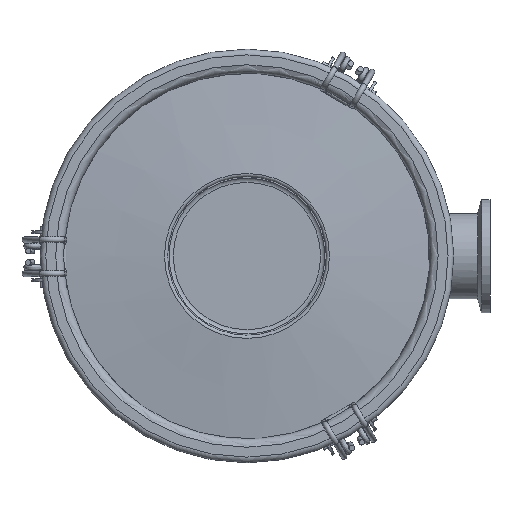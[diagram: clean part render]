
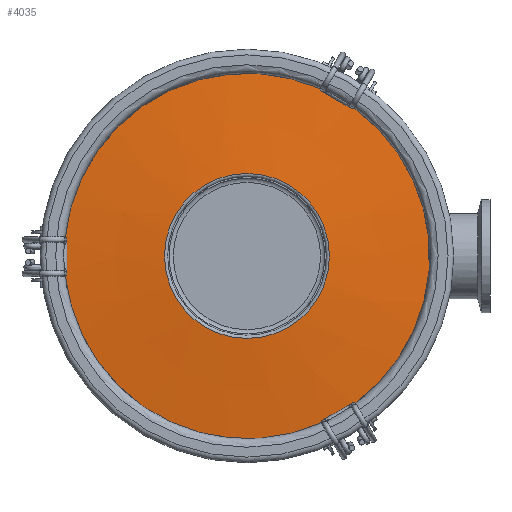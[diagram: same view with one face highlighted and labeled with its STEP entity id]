
A CAD part, top view. The second image highlights one B-rep face of the part: STEP entity #4035.
In plain terms, the highlighted conical face has half-angle 83.92 degrees and reference radius 46.803 mm.
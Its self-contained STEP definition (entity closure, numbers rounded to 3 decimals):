
#1547=CARTESIAN_POINT('',(37.464,52.504,85.262));
#1548=VERTEX_POINT('',#1547);
#1566=CARTESIAN_POINT('',(36.952,52.502,85.294));
#1567=VERTEX_POINT('',#1566);
#1575=CARTESIAN_POINT('',(37.464,52.504,85.262));
#1576=CARTESIAN_POINT('',(37.419,52.479,85.267));
#1577=CARTESIAN_POINT('',(37.371,52.46,85.272));
#1578=CARTESIAN_POINT('',(37.272,52.438,85.28));
#1579=CARTESIAN_POINT('',(37.209,52.433,85.284));
#1580=CARTESIAN_POINT('',(37.089,52.445,85.29));
#1581=CARTESIAN_POINT('',(37.014,52.468,85.293));
#1582=CARTESIAN_POINT('',(36.952,52.502,85.294));
#1583=B_SPLINE_CURVE_WITH_KNOTS('',3,(#1575,#1576,#1577,#1578,#1579,#1580,#1581,#1582),.UNSPECIFIED.,.F.,.U.,(4,2,2,4),(0.178,0.192,0.208,0.228),.UNSPECIFIED.);
#1584=EDGE_CURVE('',#1548,#1567,#1583,.T.);
#1603=CARTESIAN_POINT('',(26.317,58.887,85.262));
#1604=VERTEX_POINT('',#1603);
#1620=CARTESIAN_POINT('',(26.563,58.509,85.288));
#1621=VERTEX_POINT('',#1620);
#1622=CARTESIAN_POINT('',(26.563,58.509,85.288));
#1623=CARTESIAN_POINT('',(26.504,58.544,85.287));
#1624=CARTESIAN_POINT('',(26.449,58.596,85.285));
#1625=CARTESIAN_POINT('',(26.381,58.691,85.278));
#1626=CARTESIAN_POINT('',(26.353,58.746,85.274));
#1627=CARTESIAN_POINT('',(26.328,58.824,85.268));
#1628=CARTESIAN_POINT('',(26.321,58.855,85.265));
#1629=CARTESIAN_POINT('',(26.317,58.887,85.262));
#1630=B_SPLINE_CURVE_WITH_KNOTS('',3,(#1622,#1623,#1624,#1625,#1626,#1627,#1628,#1629),.UNSPECIFIED.,.F.,.U.,(4,2,2,4),(0.235,0.255,0.271,0.28),.UNSPECIFIED.);
#1631=EDGE_CURVE('',#1621,#1604,#1630,.T.);
#1660=CARTESIAN_POINT('',(36.952,52.502,85.294));
#1661=CARTESIAN_POINT('',(35.221,53.468,85.316));
#1662=CARTESIAN_POINT('',(33.52,54.438,85.326));
#1663=CARTESIAN_POINT('',(30.253,56.325,85.326));
#1664=CARTESIAN_POINT('',(28.409,57.403,85.314));
#1665=CARTESIAN_POINT('',(26.563,58.509,85.288));
#1666=B_SPLINE_CURVE_WITH_KNOTS('',3,(#1660,#1661,#1662,#1663,#1664,#1665),.UNSPECIFIED.,.F.,.U.,(4,2,4),(2.213,2.756,3.345),.UNSPECIFIED.);
#1667=EDGE_CURVE('',#1567,#1621,#1666,.T.);
#3915=CARTESIAN_POINT('',(0.,0.,87.147));
#3916=DIRECTION('',(0.,0.,-1.0));
#3917=DIRECTION('',(-1.0,0.0,0.0));
#3918=AXIS2_PLACEMENT_3D('',#3915,#3916,#3917);
#3919=CONICAL_SURFACE('',#3918,46.803,83.92);
#3920=ORIENTED_EDGE('',*,*,#1584,.T.);
#3921=ORIENTED_EDGE('',*,*,#1667,.T.);
#3922=ORIENTED_EDGE('',*,*,#1631,.T.);
#3923=CARTESIAN_POINT('',(-64.202,6.192,85.262));
#3924=VERTEX_POINT('',#3923);
#3925=CARTESIAN_POINT('',(0.,0.,85.262));
#3926=DIRECTION('',(0.0,0.0,1.0));
#3927=DIRECTION('',(-1.0,0.0,0.0));
#3928=AXIS2_PLACEMENT_3D('',#3925,#3926,#3927);
#3929=CIRCLE('',#3928,64.5);
#3930=EDGE_CURVE('',#1604,#3924,#3929,.T.);
#3931=ORIENTED_EDGE('',*,*,#3930,.T.);
#3932=CARTESIAN_POINT('',(-63.944,5.75,85.294));
#3933=VERTEX_POINT('',#3932);
#3934=CARTESIAN_POINT('',(-64.202,6.192,85.262));
#3935=CARTESIAN_POINT('',(-64.157,6.166,85.267));
#3936=CARTESIAN_POINT('',(-64.117,6.134,85.272));
#3937=CARTESIAN_POINT('',(-64.048,6.06,85.28));
#3938=CARTESIAN_POINT('',(-64.013,6.007,85.284));
#3939=CARTESIAN_POINT('',(-63.963,5.898,85.29));
#3940=CARTESIAN_POINT('',(-63.945,5.821,85.293));
#3941=CARTESIAN_POINT('',(-63.944,5.75,85.294));
#3942=B_SPLINE_CURVE_WITH_KNOTS('',3,(#3934,#3935,#3936,#3937,#3938,#3939,#3940,#3941),.UNSPECIFIED.,.F.,.U.,(4,2,2,4),(0.178,0.192,0.208,0.228),.UNSPECIFIED.);
#3943=EDGE_CURVE('',#3924,#3933,#3942,.T.);
#3944=ORIENTED_EDGE('',*,*,#3943,.T.);
#3945=CARTESIAN_POINT('',(-63.952,-6.25,85.288));
#3946=VERTEX_POINT('',#3945);
#3947=CARTESIAN_POINT('',(-63.944,5.75,85.294));
#3948=CARTESIAN_POINT('',(-63.916,3.768,85.316));
#3949=CARTESIAN_POINT('',(-63.905,1.81,85.326));
#3950=CARTESIAN_POINT('',(-63.905,-1.962,85.326));
#3951=CARTESIAN_POINT('',(-63.917,-4.098,85.314));
#3952=CARTESIAN_POINT('',(-63.952,-6.25,85.288));
#3953=B_SPLINE_CURVE_WITH_KNOTS('',3,(#3947,#3948,#3949,#3950,#3951,#3952),.UNSPECIFIED.,.F.,.U.,(4,2,4),(2.213,2.756,3.345),.UNSPECIFIED.);
#3954=EDGE_CURVE('',#3933,#3946,#3953,.T.);
#3955=ORIENTED_EDGE('',*,*,#3954,.T.);
#3956=CARTESIAN_POINT('',(-64.156,-6.652,85.262));
#3957=VERTEX_POINT('',#3956);
#3958=CARTESIAN_POINT('',(-63.952,-6.25,85.288));
#3959=CARTESIAN_POINT('',(-63.953,-6.319,85.287));
#3960=CARTESIAN_POINT('',(-63.97,-6.392,85.285));
#3961=CARTESIAN_POINT('',(-64.018,-6.499,85.278));
#3962=CARTESIAN_POINT('',(-64.052,-6.551,85.274));
#3963=CARTESIAN_POINT('',(-64.107,-6.611,85.268));
#3964=CARTESIAN_POINT('',(-64.131,-6.633,85.265));
#3965=CARTESIAN_POINT('',(-64.156,-6.652,85.262));
#3966=B_SPLINE_CURVE_WITH_KNOTS('',3,(#3958,#3959,#3960,#3961,#3962,#3963,#3964,#3965),.UNSPECIFIED.,.F.,.U.,(4,2,2,4),(0.235,0.255,0.271,0.28),.UNSPECIFIED.);
#3967=EDGE_CURVE('',#3946,#3957,#3966,.T.);
#3968=ORIENTED_EDGE('',*,*,#3967,.T.);
#3969=CARTESIAN_POINT('',(26.738,-58.697,85.262));
#3970=VERTEX_POINT('',#3969);
#3971=CARTESIAN_POINT('',(0.,0.,85.262));
#3972=DIRECTION('',(0.0,0.0,1.0));
#3973=DIRECTION('',(-1.0,0.0,0.0));
#3974=AXIS2_PLACEMENT_3D('',#3971,#3972,#3973);
#3975=CIRCLE('',#3974,64.5);
#3976=EDGE_CURVE('',#3957,#3970,#3975,.T.);
#3977=ORIENTED_EDGE('',*,*,#3976,.T.);
#3978=CARTESIAN_POINT('',(26.992,-58.252,85.294));
#3979=VERTEX_POINT('',#3978);
#3980=CARTESIAN_POINT('',(26.738,-58.697,85.262));
#3981=CARTESIAN_POINT('',(26.738,-58.645,85.267));
#3982=CARTESIAN_POINT('',(26.747,-58.594,85.272));
#3983=CARTESIAN_POINT('',(26.776,-58.497,85.28));
#3984=CARTESIAN_POINT('',(26.804,-58.441,85.284));
#3985=CARTESIAN_POINT('',(26.874,-58.343,85.29));
#3986=CARTESIAN_POINT('',(26.931,-58.289,85.293));
#3987=CARTESIAN_POINT('',(26.992,-58.252,85.294));
#3988=B_SPLINE_CURVE_WITH_KNOTS('',3,(#3980,#3981,#3982,#3983,#3984,#3985,#3986,#3987),.UNSPECIFIED.,.F.,.U.,(4,2,2,4),(0.178,0.192,0.208,0.228),.UNSPECIFIED.);
#3989=EDGE_CURVE('',#3970,#3979,#3988,.T.);
#3990=ORIENTED_EDGE('',*,*,#3989,.T.);
#3991=CARTESIAN_POINT('',(37.389,-52.259,85.288));
#3992=VERTEX_POINT('',#3991);
#3993=CARTESIAN_POINT('',(26.992,-58.252,85.294));
#3994=CARTESIAN_POINT('',(28.694,-57.237,85.316));
#3995=CARTESIAN_POINT('',(30.385,-56.249,85.326));
#3996=CARTESIAN_POINT('',(33.652,-54.362,85.326));
#3997=CARTESIAN_POINT('',(35.508,-53.305,85.314));
#3998=CARTESIAN_POINT('',(37.389,-52.259,85.288));
#3999=B_SPLINE_CURVE_WITH_KNOTS('',3,(#3993,#3994,#3995,#3996,#3997,#3998),.UNSPECIFIED.,.F.,.U.,(4,2,4),(2.213,2.756,3.345),.UNSPECIFIED.);
#4000=EDGE_CURVE('',#3979,#3992,#3999,.T.);
#4001=ORIENTED_EDGE('',*,*,#4000,.T.);
#4002=CARTESIAN_POINT('',(37.839,-52.235,85.262));
#4003=VERTEX_POINT('',#4002);
#4004=CARTESIAN_POINT('',(37.389,-52.259,85.288));
#4005=CARTESIAN_POINT('',(37.449,-52.225,85.287));
#4006=CARTESIAN_POINT('',(37.521,-52.204,85.285));
#4007=CARTESIAN_POINT('',(37.637,-52.192,85.278));
#4008=CARTESIAN_POINT('',(37.699,-52.195,85.274));
#4009=CARTESIAN_POINT('',(37.779,-52.213,85.268));
#4010=CARTESIAN_POINT('',(37.809,-52.222,85.265));
#4011=CARTESIAN_POINT('',(37.839,-52.235,85.262));
#4012=B_SPLINE_CURVE_WITH_KNOTS('',3,(#4004,#4005,#4006,#4007,#4008,#4009,#4010,#4011),.UNSPECIFIED.,.F.,.U.,(4,2,2,4),(0.235,0.255,0.271,0.28),.UNSPECIFIED.);
#4013=EDGE_CURVE('',#3992,#4003,#4012,.T.);
#4014=ORIENTED_EDGE('',*,*,#4013,.T.);
#4015=CARTESIAN_POINT('',(0.,0.,85.262));
#4016=DIRECTION('',(0.0,0.0,1.0));
#4017=DIRECTION('',(-1.0,0.0,0.0));
#4018=AXIS2_PLACEMENT_3D('',#4015,#4016,#4017);
#4019=CIRCLE('',#4018,64.5);
#4020=EDGE_CURVE('',#4003,#1548,#4019,.T.);
#4021=ORIENTED_EDGE('',*,*,#4020,.T.);
#4022=EDGE_LOOP('',(#3920,#3921,#3922,#3931,#3944,#3955,#3968,#3977,#3990,#4001,#4014,#4021));
#4023=FACE_OUTER_BOUND('',#4022,.T.);
#4024=CARTESIAN_POINT('',(-29.106,0.,89.032));
#4025=VERTEX_POINT('',#4024);
#4026=CARTESIAN_POINT('',(0.,0.,89.032));
#4027=DIRECTION('',(0.0,0.0,1.0));
#4028=DIRECTION('',(-1.0,0.0,0.0));
#4029=AXIS2_PLACEMENT_3D('',#4026,#4027,#4028);
#4030=CIRCLE('',#4029,29.106);
#4031=EDGE_CURVE('',#4025,#4025,#4030,.T.);
#4032=ORIENTED_EDGE('',*,*,#4031,.F.);
#4033=EDGE_LOOP('',(#4032));
#4034=FACE_BOUND('',#4033,.T.);
#4035=ADVANCED_FACE('',(#4023,#4034),#3919,.T.);
